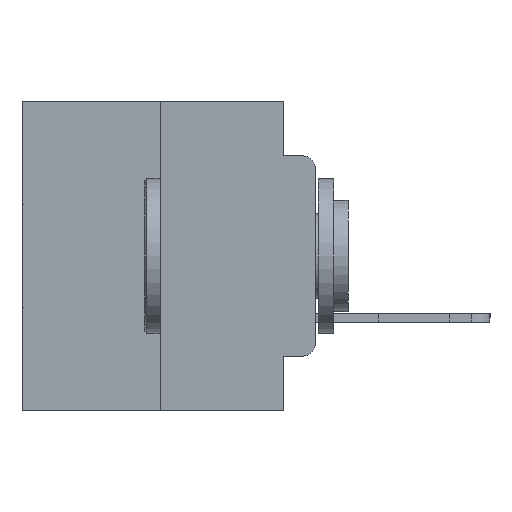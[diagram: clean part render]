
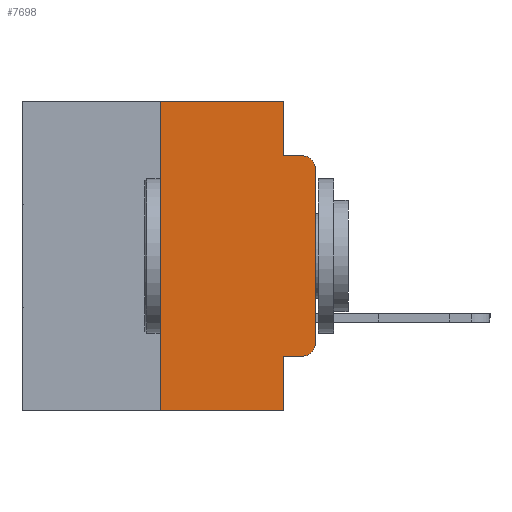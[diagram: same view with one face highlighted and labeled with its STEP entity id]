
A CAD part, left-side view. The second image highlights one B-rep face of the part: STEP entity #7698.
In plain terms, the highlighted planar face has unit normal (-1, 0, 0).
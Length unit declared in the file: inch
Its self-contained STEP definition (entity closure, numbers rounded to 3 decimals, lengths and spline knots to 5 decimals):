
#1455 = EDGE_CURVE ( 'NONE', #4242, #4267, #20468, .T. ) ;
#1729 = DIRECTION ( 'NONE',  ( 1., 0., 0. ) ) ;
#1986 = AXIS2_PLACEMENT_3D ( 'NONE', #16124, #2500, #18194 ) ;
#2500 = DIRECTION ( 'NONE',  ( -1., 0., 0. ) ) ;
#2614 = AXIS2_PLACEMENT_3D ( 'NONE', #27419, #1729, #17551 ) ;
#2626 = CARTESIAN_POINT ( 'NONE',  ( 0., 0.25, 0. ) ) ;
#2833 = ORIENTED_EDGE ( 'NONE', *, *, #10250, .F. ) ;
#2914 = VERTEX_POINT ( 'NONE', #4321 ) ;
#3991 = LINE ( 'NONE', #12597, #27356 ) ;
#4105 = VERTEX_POINT ( 'NONE', #21609 ) ;
#4242 = VERTEX_POINT ( 'NONE', #11756 ) ;
#4267 = VERTEX_POINT ( 'NONE', #26636 ) ;
#4321 = CARTESIAN_POINT ( 'NONE',  ( 0., 0.02, -0.4115 ) ) ;
#4671 = DIRECTION ( 'NONE',  ( 0., 0., -1. ) ) ;
#5596 = LINE ( 'NONE', #2626, #27433 ) ;
#6543 = ORIENTED_EDGE ( 'NONE', *, *, #26053, .T. ) ;
#6952 = DIRECTION ( 'NONE',  ( -1., 0., 0. ) ) ;
#7110 = EDGE_CURVE ( 'NONE', #4105, #8835, #3991, .T. ) ;
#7341 = EDGE_CURVE ( 'NONE', #18520, #8835, #19216, .T. ) ;
#7571 = DIRECTION ( 'NONE',  ( 0., -1., 0. ) ) ;
#7698 = ADVANCED_FACE ( 'NONE', ( #24839 ), #13361, .F. ) ;
#7826 = LINE ( 'NONE', #12830, #8525 ) ;
#8364 = VECTOR ( 'NONE', #7571, 39.37008 ) ;
#8525 = VECTOR ( 'NONE', #24993, 39.37008 ) ;
#8622 = CARTESIAN_POINT ( 'NONE',  ( 0., 0.473, 0. ) ) ;
#8671 = EDGE_CURVE ( 'NONE', #18520, #4242, #5596, .T. ) ;
#8835 = VERTEX_POINT ( 'NONE', #20998 ) ;
#9103 = ORIENTED_EDGE ( 'NONE', *, *, #1455, .F. ) ;
#10138 = VERTEX_POINT ( 'NONE', #13262 ) ;
#10250 = EDGE_CURVE ( 'NONE', #4267, #14101, #19822, .T. ) ;
#10313 = DIRECTION ( 'NONE',  ( 0., -1., 0. ) ) ;
#10314 = CARTESIAN_POINT ( 'NONE',  ( 0., 0.051, -0.0885 ) ) ;
#10570 = ORIENTED_EDGE ( 'NONE', *, *, #7110, .F. ) ;
#11756 = CARTESIAN_POINT ( 'NONE',  ( 0., 0.25, 0. ) ) ;
#11764 = EDGE_CURVE ( 'NONE', #14101, #17768, #13169, .T. ) ;
#12597 = CARTESIAN_POINT ( 'NONE',  ( 0., 0.051, 0. ) ) ;
#12830 = CARTESIAN_POINT ( 'NONE',  ( 0., 0., 0. ) ) ;
#13169 = LINE ( 'NONE', #10314, #18062 ) ;
#13262 = CARTESIAN_POINT ( 'NONE',  ( 0., 0., -0.3915 ) ) ;
#13284 = CIRCLE ( 'NONE', #13581, 0.02 ) ;
#13361 = PLANE ( 'NONE',  #2614 ) ;
#13581 = AXIS2_PLACEMENT_3D ( 'NONE', #19952, #6952, #21966 ) ;
#13731 = ORIENTED_EDGE ( 'NONE', *, *, #11764, .F. ) ;
#13763 = DIRECTION ( 'NONE',  ( 0., -1., 0. ) ) ;
#14101 = VERTEX_POINT ( 'NONE', #21458 ) ;
#14768 = DIRECTION ( 'NONE',  ( 0., -1., 0. ) ) ;
#15690 = ORIENTED_EDGE ( 'NONE', *, *, #8671, .F. ) ;
#16124 = CARTESIAN_POINT ( 'NONE',  ( 0., 0.02, -0.3915 ) ) ;
#16247 = DIRECTION ( 'NONE',  ( 0., 0., 1. ) ) ;
#16886 = CARTESIAN_POINT ( 'NONE',  ( 0., 0.051, -0.4115 ) ) ;
#16900 = DIRECTION ( 'NONE',  ( 0., 0., -1. ) ) ;
#17311 = ORIENTED_EDGE ( 'NONE', *, *, #21520, .T. ) ;
#17551 = DIRECTION ( 'NONE',  ( 0., 0., -1. ) ) ;
#17645 = ORIENTED_EDGE ( 'NONE', *, *, #27362, .T. ) ;
#17768 = VERTEX_POINT ( 'NONE', #21284 ) ;
#17988 = CARTESIAN_POINT ( 'NONE',  ( 0., 0.051, 0. ) ) ;
#18062 = VECTOR ( 'NONE', #14768, 39.37008 ) ;
#18194 = DIRECTION ( 'NONE',  ( 0., 0., -1. ) ) ;
#18520 = VERTEX_POINT ( 'NONE', #21257 ) ;
#18562 = ORIENTED_EDGE ( 'NONE', *, *, #18832, .T. ) ;
#18832 = EDGE_CURVE ( 'NONE', #27412, #17768, #13284, .T. ) ;
#19216 = LINE ( 'NONE', #27866, #23930 ) ;
#19434 = VECTOR ( 'NONE', #10313, 39.37008 ) ;
#19822 = LINE ( 'NONE', #17988, #25786 ) ;
#19952 = CARTESIAN_POINT ( 'NONE',  ( 0., 0.02, -0.1085 ) ) ;
#20074 = LINE ( 'NONE', #16886, #19434 ) ;
#20468 = LINE ( 'NONE', #8622, #8364 ) ;
#20998 = CARTESIAN_POINT ( 'NONE',  ( 0., 0.051, -0.5 ) ) ;
#21066 = ORIENTED_EDGE ( 'NONE', *, *, #7341, .T. ) ;
#21257 = CARTESIAN_POINT ( 'NONE',  ( 0., 0.25, -0.5 ) ) ;
#21284 = CARTESIAN_POINT ( 'NONE',  ( 0., 0.02, -0.0885 ) ) ;
#21458 = CARTESIAN_POINT ( 'NONE',  ( 0., 0.051, -0.0885 ) ) ;
#21520 = EDGE_CURVE ( 'NONE', #10138, #27412, #7826, .T. ) ;
#21609 = CARTESIAN_POINT ( 'NONE',  ( 0., 0.051, -0.4115 ) ) ;
#21966 = DIRECTION ( 'NONE',  ( 0., 0., -1. ) ) ;
#23930 = VECTOR ( 'NONE', #13763, 39.37008 ) ;
#24522 = CIRCLE ( 'NONE', #1986, 0.02 ) ;
#24839 = FACE_OUTER_BOUND ( 'NONE', #27593, .T. ) ;
#24993 = DIRECTION ( 'NONE',  ( 0., 0., 1. ) ) ;
#25029 = CARTESIAN_POINT ( 'NONE',  ( 0., 0., -0.1085 ) ) ;
#25786 = VECTOR ( 'NONE', #4671, 39.37008 ) ;
#26053 = EDGE_CURVE ( 'NONE', #2914, #10138, #24522, .T. ) ;
#26636 = CARTESIAN_POINT ( 'NONE',  ( 0., 0.051, 0. ) ) ;
#27356 = VECTOR ( 'NONE', #16900, 39.37008 ) ;
#27362 = EDGE_CURVE ( 'NONE', #4105, #2914, #20074, .T. ) ;
#27412 = VERTEX_POINT ( 'NONE', #25029 ) ;
#27419 = CARTESIAN_POINT ( 'NONE',  ( 0., 0.473, 0. ) ) ;
#27433 = VECTOR ( 'NONE', #16247, 39.37008 ) ;
#27593 = EDGE_LOOP ( 'NONE', ( #17311, #18562, #13731, #2833, #9103, #15690, #21066, #10570, #17645, #6543 ) ) ;
#27866 = CARTESIAN_POINT ( 'NONE',  ( 0., 0.473, -0.5 ) ) ;
